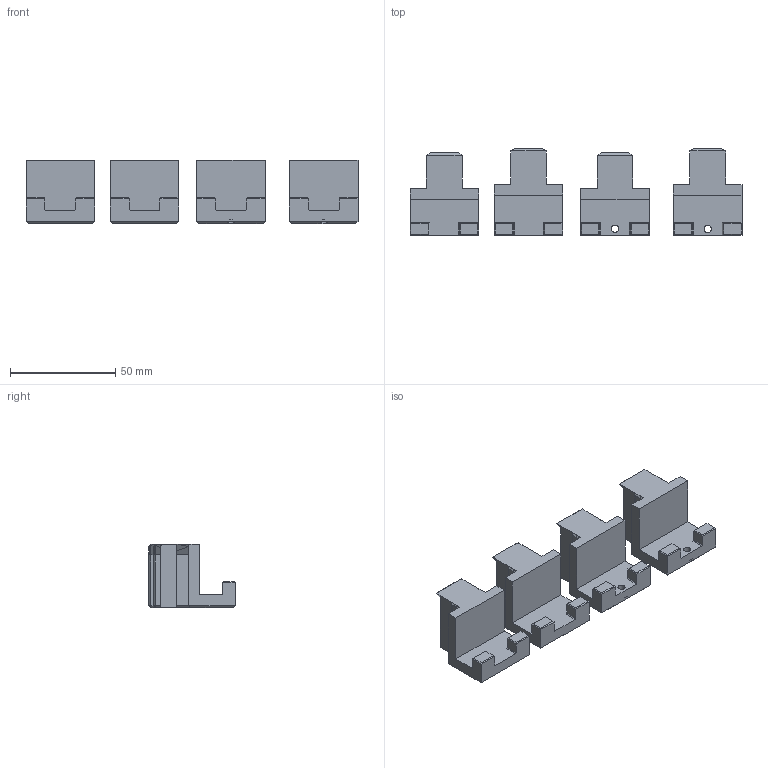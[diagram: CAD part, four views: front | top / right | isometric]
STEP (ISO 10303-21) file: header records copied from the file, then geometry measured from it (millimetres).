
FILE_DESCRIPTION(/* description */ (''),/* implementation_level */ '2;1');
FILE_NAME(/* name */ 'Voron Bracket ~ Revo Connect.step',/* time_stamp */ '2022-05-30T21:19:50+02:00',/* author */ (''),/* organization */ (''),/* preprocessor_version */ 'ST-DEVELOPER v19',/* originating_system */ 'Autodesk Translation Framework v11.7.0.108',/* authorisation */ '');
FILE_SCHEMA (('AUTOMOTIVE_DESIGN { 1 0 10303 214 3 1 1 }'));
Length unit declared in the file: millimetre
Products named in the file (2): Voron Bracket ~ Revo Connect; Revo Nozzle Holder v3
Assembly tree (1 placements, depth 2):
  Voron Bracket ~ Revo Connect
    Revo Nozzle Holder v3
Bounding box: 157.52 x 41 x 30 mm (x, y, z)
Volume: 60438.8 mm3; surface area: 26887.6 mm2
Topology: 4 solids, 4 shells, 520 faces, 1274 edges, 782 vertices
Faces by surface type: plane 438, cylinder 68, bspline 12, cone 2
Full cylindrical faces by diameter (mm): 3.4 x2, 6 x2
Entity records: 14941 total; most frequent: CARTESIAN_POINT 2719, ORIENTED_EDGE 2548, DIRECTION 2414, EDGE_CURVE 1274, LINE 1108, VECTOR 1108, VERTEX_POINT 782, AXIS2_PLACEMENT_3D 653
